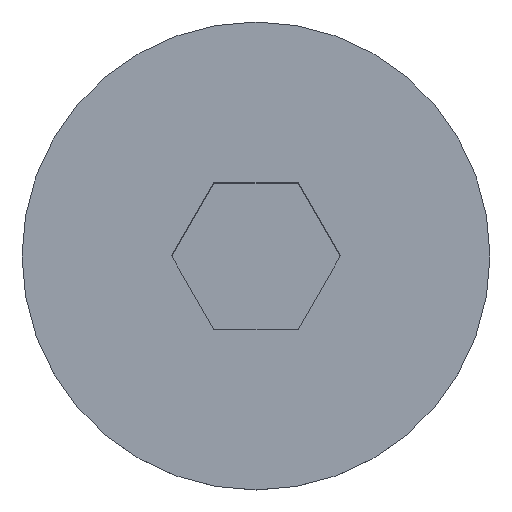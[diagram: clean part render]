
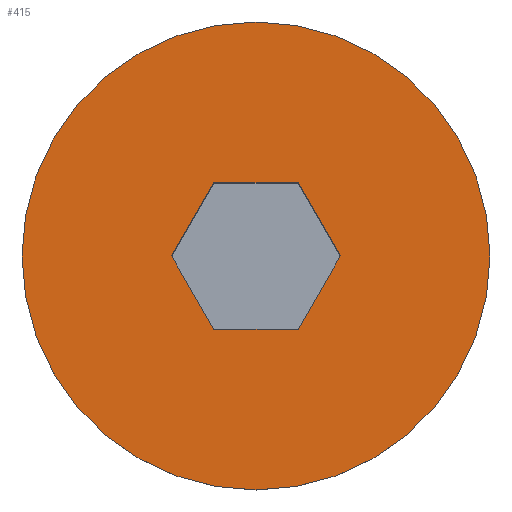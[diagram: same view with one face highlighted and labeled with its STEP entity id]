
A CAD part, top view. The second image highlights one B-rep face of the part: STEP entity #415.
In plain terms, the highlighted planar face has unit normal (0, 0, 1).
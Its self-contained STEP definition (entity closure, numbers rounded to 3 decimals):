
#12 = VERTEX_POINT ( 'NONE', #192 ) ;
#22 = EDGE_CURVE ( 'NONE', #220, #340, #418, .T. ) ;
#23 = DIRECTION ( 'NONE',  ( 1., 0., 0. ) ) ;
#26 = DIRECTION ( 'NONE',  ( 0., 0., -1. ) ) ;
#29 = EDGE_CURVE ( 'NONE', #70, #305, #351, .T. ) ;
#34 = LINE ( 'NONE', #230, #242 ) ;
#52 = VERTEX_POINT ( 'NONE', #314 ) ;
#63 = DIRECTION ( 'NONE',  ( 0., 1., 0. ) ) ;
#64 = DIRECTION ( 'NONE',  ( -1., 0., 0. ) ) ;
#70 = VERTEX_POINT ( 'NONE', #491 ) ;
#72 = DIRECTION ( 'NONE',  ( 0., 1., 0. ) ) ;
#84 = DIRECTION ( 'NONE',  ( 0., 0., 1. ) ) ;
#86 = ORIENTED_EDGE ( 'NONE', *, *, #29, .T. ) ;
#88 = FACE_BOUND ( 'NONE', #206, .T. ) ;
#90 = ORIENTED_EDGE ( 'NONE', *, *, #312, .T. ) ;
#95 = CARTESIAN_POINT ( 'NONE',  ( 1.083, 0.625, 2.3 ) ) ;
#101 = CARTESIAN_POINT ( 'NONE',  ( 0.361, -1.25, 2.3 ) ) ;
#123 = EDGE_CURVE ( 'NONE', #52, #12, #372, .T. ) ;
#131 = ORIENTED_EDGE ( 'NONE', *, *, #22, .F. ) ;
#140 = DIRECTION ( 'NONE',  ( 0., 0., -1. ) ) ;
#145 = CARTESIAN_POINT ( 'NONE',  ( -1.083, 0.625, 2.3 ) ) ;
#151 = EDGE_LOOP ( 'NONE', ( #396, #131 ) ) ;
#155 = LINE ( 'NONE', #497, #217 ) ;
#171 = ORIENTED_EDGE ( 'NONE', *, *, #229, .T. ) ;
#172 = CARTESIAN_POINT ( 'NONE',  ( 0.722, 1.25, 2.3 ) ) ;
#175 = VECTOR ( 'NONE', #277, 1000. ) ;
#183 = FACE_OUTER_BOUND ( 'NONE', #151, .T. ) ;
#184 = VECTOR ( 'NONE', #237, 1000. ) ;
#192 = CARTESIAN_POINT ( 'NONE',  ( -0.722, -1.25, 2.3 ) ) ;
#200 = EDGE_CURVE ( 'NONE', #315, #52, #34, .T. ) ;
#204 = AXIS2_PLACEMENT_3D ( 'NONE', #513, #84, #377 ) ;
#206 = EDGE_LOOP ( 'NONE', ( #171, #505, #352, #90, #86, #527 ) ) ;
#217 = VECTOR ( 'NONE', #23, 1000. ) ;
#220 = VERTEX_POINT ( 'NONE', #348 ) ;
#229 = EDGE_CURVE ( 'NONE', #413, #315, #512, .T. ) ;
#230 = CARTESIAN_POINT ( 'NONE',  ( 1.443, 0., 2.3 ) ) ;
#234 = VECTOR ( 'NONE', #64, 1000. ) ;
#237 = DIRECTION ( 'NONE',  ( 0.5, -0.866, 0. ) ) ;
#238 = CARTESIAN_POINT ( 'NONE',  ( -1.083, -0.625, 2.3 ) ) ;
#241 = CARTESIAN_POINT ( 'NONE',  ( 0., 0., 2.3 ) ) ;
#242 = VECTOR ( 'NONE', #399, 1000. ) ;
#277 = DIRECTION ( 'NONE',  ( 0.5, 0.866, 0. ) ) ;
#302 = LINE ( 'NONE', #238, #380 ) ;
#305 = VERTEX_POINT ( 'NONE', #538 ) ;
#306 = EDGE_CURVE ( 'NONE', #340, #220, #531, .T. ) ;
#312 = EDGE_CURVE ( 'NONE', #12, #70, #302, .T. ) ;
#314 = CARTESIAN_POINT ( 'NONE',  ( 0.722, -1.25, 2.3 ) ) ;
#315 = VERTEX_POINT ( 'NONE', #493 ) ;
#334 = EDGE_CURVE ( 'NONE', #305, #413, #155, .T. ) ;
#336 = PLANE ( 'NONE',  #204 ) ;
#340 = VERTEX_POINT ( 'NONE', #373 ) ;
#348 = CARTESIAN_POINT ( 'NONE',  ( 0., -4., 2.3 ) ) ;
#351 = LINE ( 'NONE', #145, #175 ) ;
#352 = ORIENTED_EDGE ( 'NONE', *, *, #123, .T. ) ;
#353 = CARTESIAN_POINT ( 'NONE',  ( 0., 0., 2.3 ) ) ;
#372 = LINE ( 'NONE', #101, #234 ) ;
#373 = CARTESIAN_POINT ( 'NONE',  ( 0., 4., 2.3 ) ) ;
#377 = DIRECTION ( 'NONE',  ( 0., -1., 0. ) ) ;
#380 = VECTOR ( 'NONE', #410, 1000. ) ;
#396 = ORIENTED_EDGE ( 'NONE', *, *, #306, .F. ) ;
#399 = DIRECTION ( 'NONE',  ( -0.5, -0.866, 0. ) ) ;
#408 = AXIS2_PLACEMENT_3D ( 'NONE', #241, #26, #72 ) ;
#410 = DIRECTION ( 'NONE',  ( -0.5, 0.866, 0. ) ) ;
#413 = VERTEX_POINT ( 'NONE', #172 ) ;
#415 = ADVANCED_FACE ( 'NONE', ( #88, #183 ), #336, .T. ) ;
#418 = CIRCLE ( 'NONE', #542, 4. ) ;
#491 = CARTESIAN_POINT ( 'NONE',  ( -1.443, 0., 2.3 ) ) ;
#493 = CARTESIAN_POINT ( 'NONE',  ( 1.443, 0., 2.3 ) ) ;
#497 = CARTESIAN_POINT ( 'NONE',  ( 0., 1.25, 2.3 ) ) ;
#505 = ORIENTED_EDGE ( 'NONE', *, *, #200, .T. ) ;
#512 = LINE ( 'NONE', #95, #184 ) ;
#513 = CARTESIAN_POINT ( 'NONE',  ( 0., 0., 2.3 ) ) ;
#527 = ORIENTED_EDGE ( 'NONE', *, *, #334, .T. ) ;
#531 = CIRCLE ( 'NONE', #408, 4. ) ;
#538 = CARTESIAN_POINT ( 'NONE',  ( -0.722, 1.25, 2.3 ) ) ;
#542 = AXIS2_PLACEMENT_3D ( 'NONE', #353, #140, #63 ) ;
